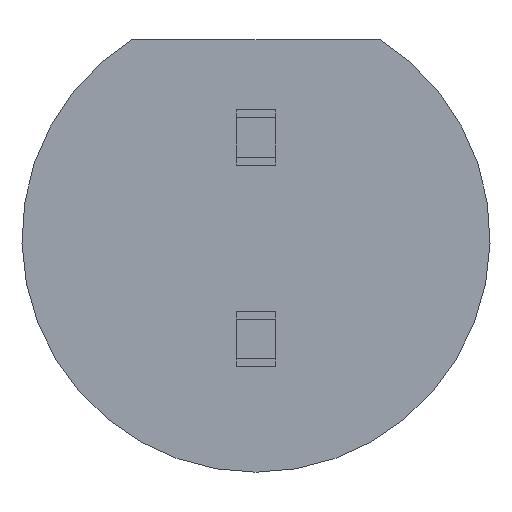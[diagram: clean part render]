
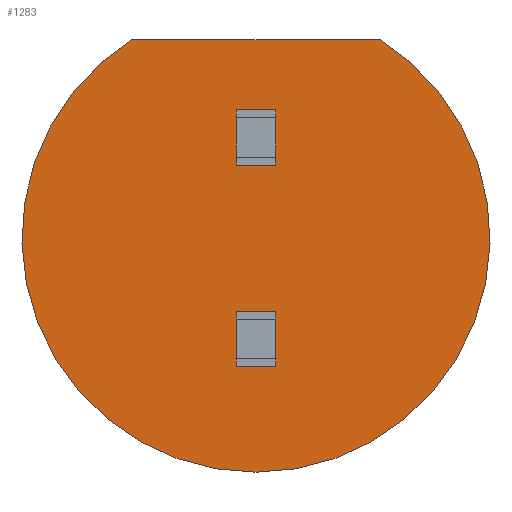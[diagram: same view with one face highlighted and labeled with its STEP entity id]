
A CAD part, front view. The second image highlights one B-rep face of the part: STEP entity #1283.
In plain terms, the highlighted planar face has unit normal (0, -1, 0).
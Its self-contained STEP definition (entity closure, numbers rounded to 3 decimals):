
#76 = CARTESIAN_POINT ( 'NONE',  ( -0.25, -1., 1.52 ) ) ;
#132 = CARTESIAN_POINT ( 'NONE',  ( -0.25, -1., -1.52 ) ) ;
#183 = CARTESIAN_POINT ( 'NONE',  ( -0.25, -1., 1.02 ) ) ;
#236 = CARTESIAN_POINT ( 'NONE',  ( -1.566, -1., 2.5 ) ) ;
#264 = CARTESIAN_POINT ( 'NONE',  ( 0., -1., -2.95 ) ) ;
#860 = EDGE_CURVE ( 'NONE', #2960, #2988, #1528, .T. ) ;
#865 = EDGE_CURVE ( 'NONE', #8604, #8581, #10865, .T. ) ;
#867 = EDGE_CURVE ( 'NONE', #2825, #8581, #10871, .T. ) ;
#868 = EDGE_CURVE ( 'NONE', #8592, #2825, #10874, .T. ) ;
#869 = EDGE_CURVE ( 'NONE', #2960, #8639, #10877, .T. ) ;
#871 = EDGE_CURVE ( 'NONE', #2988, #8639, #1531, .T. ) ;
#876 = EDGE_CURVE ( 'NONE', #2701, #2769, #10898, .T. ) ;
#879 = EDGE_CURVE ( 'NONE', #2739, #2876, #10907, .T. ) ;
#881 = EDGE_CURVE ( 'NONE', #2876, #2769, #10913, .T. ) ;
#882 = EDGE_CURVE ( 'NONE', #2739, #2701, #10916, .T. ) ;
#1283 = ADVANCED_FACE ( 'NONE', ( #7439, #7442, #7444 ), #12407, .T. ) ;
#1489 = EDGE_CURVE ( 'NONE', #8592, #8604, #1792, .T. ) ;
#1528 = CIRCLE ( 'NONE', #7506, 2.95 ) ;
#1531 = CIRCLE ( 'NONE', #7520, 2.95 ) ;
#1792 = LINE ( 'NONE', #1793, #6838 ) ;
#1793 = CARTESIAN_POINT ( 'NONE',  ( 0.25, -1., -20.502 ) ) ;
#1794 = DIRECTION ( 'NONE',  ( 0., 0., 1. ) ) ;
#2086 = CARTESIAN_POINT ( 'NONE',  ( 0.25, -1., 1.52 ) ) ;
#2123 = CARTESIAN_POINT ( 'NONE',  ( 0.25, -1., 1.02 ) ) ;
#2701 = VERTEX_POINT ( 'NONE', #2086 ) ;
#2739 = VERTEX_POINT ( 'NONE', #2123 ) ;
#2769 = VERTEX_POINT ( 'NONE', #76 ) ;
#2825 = VERTEX_POINT ( 'NONE', #132 ) ;
#2876 = VERTEX_POINT ( 'NONE', #183 ) ;
#2960 = VERTEX_POINT ( 'NONE', #236 ) ;
#2988 = VERTEX_POINT ( 'NONE', #264 ) ;
#6838 = VECTOR ( 'NONE', #1794, 1000. ) ;
#7376 = AXIS2_PLACEMENT_3D ( 'NONE', #12408, #12409, #8681 ) ;
#7439 = FACE_BOUND ( 'NONE', #7651, .T. ) ;
#7442 = FACE_BOUND ( 'NONE', #7652, .T. ) ;
#7444 = FACE_OUTER_BOUND ( 'NONE', #7653, .T. ) ;
#7506 = AXIS2_PLACEMENT_3D ( 'NONE', #10825, #10826, #10827 ) ;
#7519 = VECTOR ( 'NONE', #10867, 1000. ) ;
#7520 = AXIS2_PLACEMENT_3D ( 'NONE', #10870, #10883, #10884 ) ;
#7521 = VECTOR ( 'NONE', #10873, 1000. ) ;
#7522 = VECTOR ( 'NONE', #10876, 1000. ) ;
#7523 = VECTOR ( 'NONE', #10879, 1000. ) ;
#7529 = VECTOR ( 'NONE', #10900, 1000. ) ;
#7532 = VECTOR ( 'NONE', #10909, 1000. ) ;
#7534 = VECTOR ( 'NONE', #10915, 1000. ) ;
#7535 = VECTOR ( 'NONE', #10918, 1000. ) ;
#7651 = EDGE_LOOP ( 'NONE', ( #8464, #8463, #8465, #8461 ) ) ;
#7652 = EDGE_LOOP ( 'NONE', ( #8471, #8467, #8480, #8479 ) ) ;
#7653 = EDGE_LOOP ( 'NONE', ( #8478, #8488, #8470 ) ) ;
#8461 = ORIENTED_EDGE ( 'NONE', *, *, #1489, .F. ) ;
#8463 = ORIENTED_EDGE ( 'NONE', *, *, #867, .T. ) ;
#8464 = ORIENTED_EDGE ( 'NONE', *, *, #868, .T. ) ;
#8465 = ORIENTED_EDGE ( 'NONE', *, *, #865, .F. ) ;
#8467 = ORIENTED_EDGE ( 'NONE', *, *, #879, .T. ) ;
#8470 = ORIENTED_EDGE ( 'NONE', *, *, #871, .T. ) ;
#8471 = ORIENTED_EDGE ( 'NONE', *, *, #882, .F. ) ;
#8478 = ORIENTED_EDGE ( 'NONE', *, *, #869, .F. ) ;
#8479 = ORIENTED_EDGE ( 'NONE', *, *, #876, .F. ) ;
#8480 = ORIENTED_EDGE ( 'NONE', *, *, #881, .T. ) ;
#8488 = ORIENTED_EDGE ( 'NONE', *, *, #860, .T. ) ;
#8581 = VERTEX_POINT ( 'NONE', #10458 ) ;
#8592 = VERTEX_POINT ( 'NONE', #10469 ) ;
#8604 = VERTEX_POINT ( 'NONE', #10481 ) ;
#8639 = VERTEX_POINT ( 'NONE', #10516 ) ;
#8681 = DIRECTION ( 'NONE',  ( 1., 0., 0. ) ) ;
#10458 = CARTESIAN_POINT ( 'NONE',  ( -0.25, -1., -1.02 ) ) ;
#10469 = CARTESIAN_POINT ( 'NONE',  ( 0.25, -1., -1.52 ) ) ;
#10481 = CARTESIAN_POINT ( 'NONE',  ( 0.25, -1., -1.02 ) ) ;
#10516 = CARTESIAN_POINT ( 'NONE',  ( 1.566, -1., 2.5 ) ) ;
#10825 = CARTESIAN_POINT ( 'NONE',  ( 0., -1., 0. ) ) ;
#10826 = DIRECTION ( 'NONE',  ( 0., -1., 0. ) ) ;
#10827 = DIRECTION ( 'NONE',  ( 1., 0., 0. ) ) ;
#10865 = LINE ( 'NONE', #10866, #7519 ) ;
#10866 = CARTESIAN_POINT ( 'NONE',  ( 0.25, -1., -1.02 ) ) ;
#10867 = DIRECTION ( 'NONE',  ( -1., 0., 0. ) ) ;
#10870 = CARTESIAN_POINT ( 'NONE',  ( 0., -1., 0. ) ) ;
#10871 = LINE ( 'NONE', #10872, #7521 ) ;
#10872 = CARTESIAN_POINT ( 'NONE',  ( -0.25, -1., -20.502 ) ) ;
#10873 = DIRECTION ( 'NONE',  ( 0., 0., 1. ) ) ;
#10874 = LINE ( 'NONE', #10875, #7522 ) ;
#10875 = CARTESIAN_POINT ( 'NONE',  ( 0.25, -1., -1.52 ) ) ;
#10876 = DIRECTION ( 'NONE',  ( -1., 0., 0. ) ) ;
#10877 = LINE ( 'NONE', #10878, #7523 ) ;
#10878 = CARTESIAN_POINT ( 'NONE',  ( -1.566, -1., 2.5 ) ) ;
#10879 = DIRECTION ( 'NONE',  ( 1., 0., 0. ) ) ;
#10883 = DIRECTION ( 'NONE',  ( 0., -1., 0. ) ) ;
#10884 = DIRECTION ( 'NONE',  ( 1., 0., 0. ) ) ;
#10898 = LINE ( 'NONE', #10899, #7529 ) ;
#10899 = CARTESIAN_POINT ( 'NONE',  ( 0.25, -1., 1.52 ) ) ;
#10900 = DIRECTION ( 'NONE',  ( -1., 0., 0. ) ) ;
#10907 = LINE ( 'NONE', #10908, #7532 ) ;
#10908 = CARTESIAN_POINT ( 'NONE',  ( 0.25, -1., 1.02 ) ) ;
#10909 = DIRECTION ( 'NONE',  ( -1., 0., 0. ) ) ;
#10913 = LINE ( 'NONE', #10914, #7534 ) ;
#10914 = CARTESIAN_POINT ( 'NONE',  ( -0.25, -1., -20.502 ) ) ;
#10915 = DIRECTION ( 'NONE',  ( 0., 0., 1. ) ) ;
#10916 = LINE ( 'NONE', #10917, #7535 ) ;
#10917 = CARTESIAN_POINT ( 'NONE',  ( 0.25, -1., -20.502 ) ) ;
#10918 = DIRECTION ( 'NONE',  ( 0., 0., 1. ) ) ;
#12407 = PLANE ( 'NONE',  #7376 ) ;
#12408 = CARTESIAN_POINT ( 'NONE',  ( 0., -1., 0. ) ) ;
#12409 = DIRECTION ( 'NONE',  ( 0., -1., 0. ) ) ;
